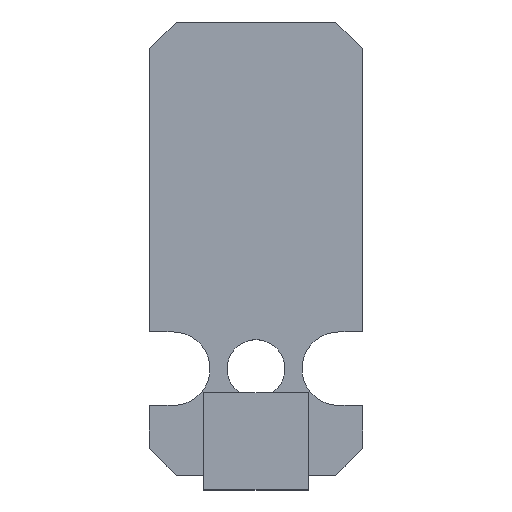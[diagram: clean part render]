
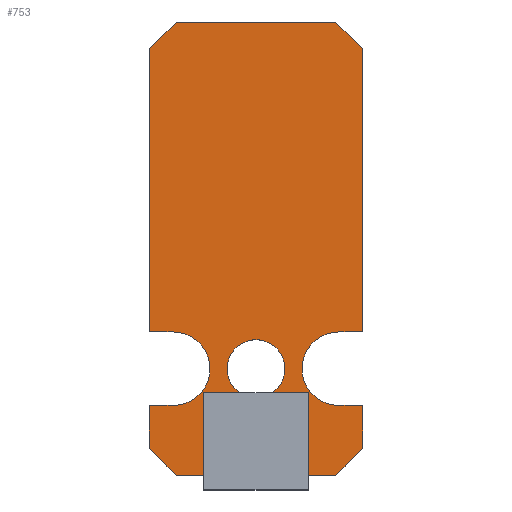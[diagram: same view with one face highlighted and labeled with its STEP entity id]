
A CAD part, top view. The second image highlights one B-rep face of the part: STEP entity #753.
In plain terms, the highlighted planar face has unit normal (0, 0, 1).
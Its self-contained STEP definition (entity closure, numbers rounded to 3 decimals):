
#56 = VERTEX_POINT('',#57);
#57 = CARTESIAN_POINT('',(-10.3,-3.55,1.));
#63 = EDGE_CURVE('',#56,#64,#66,.T.);
#64 = VERTEX_POINT('',#65);
#65 = CARTESIAN_POINT('',(-8.,-3.55,1.));
#66 = LINE('',#67,#68);
#67 = CARTESIAN_POINT('',(-10.3,-3.55,1.));
#68 = VECTOR('',#69,1.);
#69 = DIRECTION('',(1.,0.,0.));
#94 = EDGE_CURVE('',#64,#95,#97,.T.);
#95 = VERTEX_POINT('',#96);
#96 = CARTESIAN_POINT('',(-8.,3.55,1.));
#97 = CIRCLE('',#98,3.55);
#98 = AXIS2_PLACEMENT_3D('',#99,#100,#101);
#99 = CARTESIAN_POINT('',(-8.,0.,1.
    ));
#100 = DIRECTION('',(0.,0.,1.));
#101 = DIRECTION('',(0.,-1.,0.));
#127 = EDGE_CURVE('',#95,#128,#130,.T.);
#128 = VERTEX_POINT('',#129);
#129 = CARTESIAN_POINT('',(-10.3,3.55,1.));
#130 = LINE('',#131,#132);
#131 = CARTESIAN_POINT('',(-8.,3.55,1.));
#132 = VECTOR('',#133,1.);
#133 = DIRECTION('',(-1.,0.,0.));
#158 = EDGE_CURVE('',#128,#159,#161,.T.);
#159 = VERTEX_POINT('',#160);
#160 = CARTESIAN_POINT('',(-10.3,30.9,1.));
#161 = LINE('',#162,#163);
#162 = CARTESIAN_POINT('',(-10.3,3.55,1.));
#163 = VECTOR('',#164,1.);
#164 = DIRECTION('',(0.,1.,0.));
#189 = EDGE_CURVE('',#159,#190,#192,.T.);
#190 = VERTEX_POINT('',#191);
#191 = CARTESIAN_POINT('',(-7.7,33.5,1.));
#192 = LINE('',#193,#194);
#193 = CARTESIAN_POINT('',(-10.3,30.9,1.));
#194 = VECTOR('',#195,1.);
#195 = DIRECTION('',(0.707,0.707,0.));
#220 = EDGE_CURVE('',#190,#221,#223,.T.);
#221 = VERTEX_POINT('',#222);
#222 = CARTESIAN_POINT('',(7.7,33.5,1.));
#223 = LINE('',#224,#225);
#224 = CARTESIAN_POINT('',(-7.7,33.5,1.));
#225 = VECTOR('',#226,1.);
#226 = DIRECTION('',(1.,0.,0.));
#251 = EDGE_CURVE('',#221,#252,#254,.T.);
#252 = VERTEX_POINT('',#253);
#253 = CARTESIAN_POINT('',(10.3,30.9,1.));
#254 = LINE('',#255,#256);
#255 = CARTESIAN_POINT('',(7.7,33.5,1.));
#256 = VECTOR('',#257,1.);
#257 = DIRECTION('',(0.707,-0.707,0.));
#282 = EDGE_CURVE('',#252,#283,#285,.T.);
#283 = VERTEX_POINT('',#284);
#284 = CARTESIAN_POINT('',(10.3,3.55,1.));
#285 = LINE('',#286,#287);
#286 = CARTESIAN_POINT('',(10.3,30.9,1.));
#287 = VECTOR('',#288,1.);
#288 = DIRECTION('',(0.,-1.,0.));
#313 = EDGE_CURVE('',#283,#314,#316,.T.);
#314 = VERTEX_POINT('',#315);
#315 = CARTESIAN_POINT('',(8.,3.55,1.));
#316 = LINE('',#317,#318);
#317 = CARTESIAN_POINT('',(10.3,3.55,1.));
#318 = VECTOR('',#319,1.);
#319 = DIRECTION('',(-1.,0.,0.));
#344 = EDGE_CURVE('',#314,#345,#347,.T.);
#345 = VERTEX_POINT('',#346);
#346 = CARTESIAN_POINT('',(8.,-3.55,1.));
#347 = CIRCLE('',#348,3.55);
#348 = AXIS2_PLACEMENT_3D('',#349,#350,#351);
#349 = CARTESIAN_POINT('',(8.,0.,1.)
  );
#350 = DIRECTION('',(0.,0.,1.));
#351 = DIRECTION('',(0.,1.,0.));
#377 = EDGE_CURVE('',#345,#378,#380,.T.);
#378 = VERTEX_POINT('',#379);
#379 = CARTESIAN_POINT('',(10.3,-3.55,1.));
#380 = LINE('',#381,#382);
#381 = CARTESIAN_POINT('',(8.,-3.55,1.));
#382 = VECTOR('',#383,1.);
#383 = DIRECTION('',(1.,0.,0.));
#408 = EDGE_CURVE('',#378,#409,#411,.T.);
#409 = VERTEX_POINT('',#410);
#410 = CARTESIAN_POINT('',(10.3,-7.7,1.));
#411 = LINE('',#412,#413);
#412 = CARTESIAN_POINT('',(10.3,-3.55,1.));
#413 = VECTOR('',#414,1.);
#414 = DIRECTION('',(0.,-1.,0.));
#439 = EDGE_CURVE('',#409,#440,#442,.T.);
#440 = VERTEX_POINT('',#441);
#441 = CARTESIAN_POINT('',(7.7,-10.3,1.));
#442 = LINE('',#443,#444);
#443 = CARTESIAN_POINT('',(10.3,-7.7,1.));
#444 = VECTOR('',#445,1.);
#445 = DIRECTION('',(-0.707,-0.707,0.));
#470 = EDGE_CURVE('',#440,#471,#473,.T.);
#471 = VERTEX_POINT('',#472);
#472 = CARTESIAN_POINT('',(-7.7,-10.3,1.));
#473 = LINE('',#474,#475);
#474 = CARTESIAN_POINT('',(7.7,-10.3,1.));
#475 = VECTOR('',#476,1.);
#476 = DIRECTION('',(-1.,0.,0.));
#501 = EDGE_CURVE('',#471,#502,#504,.T.);
#502 = VERTEX_POINT('',#503);
#503 = CARTESIAN_POINT('',(-10.3,-7.7,1.));
#504 = LINE('',#505,#506);
#505 = CARTESIAN_POINT('',(-7.7,-10.3,1.));
#506 = VECTOR('',#507,1.);
#507 = DIRECTION('',(-0.707,0.707,0.));
#532 = EDGE_CURVE('',#502,#56,#533,.T.);
#533 = LINE('',#534,#535);
#534 = CARTESIAN_POINT('',(-10.3,-7.7,1.));
#535 = VECTOR('',#536,1.);
#536 = DIRECTION('',(0.,1.,0.));
#556 = VERTEX_POINT('',#557);
#557 = CARTESIAN_POINT('',(-2.65,-3.656,1.));
#563 = EDGE_CURVE('',#556,#556,#564,.T.);
#564 = CIRCLE('',#565,0.35);
#565 = AXIS2_PLACEMENT_3D('',#566,#567,#568);
#566 = CARTESIAN_POINT('',(-3.,-3.656,1.));
#567 = DIRECTION('',(0.,0.,1.));
#568 = DIRECTION('',(1.,0.,0.));
#589 = VERTEX_POINT('',#590);
#590 = CARTESIAN_POINT('',(2.8,0.,1.));
#596 = EDGE_CURVE('',#589,#589,#597,.T.);
#597 = CIRCLE('',#598,2.8);
#598 = AXIS2_PLACEMENT_3D('',#599,#600,#601);
#599 = CARTESIAN_POINT('',(0.,0.,1.));
#600 = DIRECTION('',(0.,0.,1.));
#601 = DIRECTION('',(1.,0.,0.));
#622 = VERTEX_POINT('',#623);
#623 = CARTESIAN_POINT('',(-0.6,-3.656,1.));
#629 = EDGE_CURVE('',#622,#622,#630,.T.);
#630 = CIRCLE('',#631,0.4);
#631 = AXIS2_PLACEMENT_3D('',#632,#633,#634);
#632 = CARTESIAN_POINT('',(-1.,-3.656,1.));
#633 = DIRECTION('',(0.,0.,1.));
#634 = DIRECTION('',(1.,0.,0.));
#655 = VERTEX_POINT('',#656);
#656 = CARTESIAN_POINT('',(1.4,-3.656,1.));
#662 = EDGE_CURVE('',#655,#655,#663,.T.);
#663 = CIRCLE('',#664,0.4);
#664 = AXIS2_PLACEMENT_3D('',#665,#666,#667);
#665 = CARTESIAN_POINT('',(1.,-3.656,1.));
#666 = DIRECTION('',(0.,0.,1.));
#667 = DIRECTION('',(1.,0.,0.));
#688 = VERTEX_POINT('',#689);
#689 = CARTESIAN_POINT('',(3.35,-3.656,1.));
#695 = EDGE_CURVE('',#688,#688,#696,.T.);
#696 = CIRCLE('',#697,0.35);
#697 = AXIS2_PLACEMENT_3D('',#698,#699,#700);
#698 = CARTESIAN_POINT('',(3.,-3.656,1.));
#699 = DIRECTION('',(0.,0.,1.));
#700 = DIRECTION('',(1.,0.,0.));
#753 = ADVANCED_FACE('',(#754,#772,#775,#778,#781,#784),#787,.F.);
#754 = FACE_BOUND('',#755,.F.);
#755 = EDGE_LOOP('',(#756,#757,#758,#759,#760,#761,#762,#763,#764,#765,
    #766,#767,#768,#769,#770,#771));
#756 = ORIENTED_EDGE('',*,*,#63,.T.);
#757 = ORIENTED_EDGE('',*,*,#94,.T.);
#758 = ORIENTED_EDGE('',*,*,#127,.T.);
#759 = ORIENTED_EDGE('',*,*,#158,.T.);
#760 = ORIENTED_EDGE('',*,*,#189,.T.);
#761 = ORIENTED_EDGE('',*,*,#220,.T.);
#762 = ORIENTED_EDGE('',*,*,#251,.T.);
#763 = ORIENTED_EDGE('',*,*,#282,.T.);
#764 = ORIENTED_EDGE('',*,*,#313,.T.);
#765 = ORIENTED_EDGE('',*,*,#344,.T.);
#766 = ORIENTED_EDGE('',*,*,#377,.T.);
#767 = ORIENTED_EDGE('',*,*,#408,.T.);
#768 = ORIENTED_EDGE('',*,*,#439,.T.);
#769 = ORIENTED_EDGE('',*,*,#470,.T.);
#770 = ORIENTED_EDGE('',*,*,#501,.T.);
#771 = ORIENTED_EDGE('',*,*,#532,.T.);
#772 = FACE_BOUND('',#773,.F.);
#773 = EDGE_LOOP('',(#774));
#774 = ORIENTED_EDGE('',*,*,#563,.T.);
#775 = FACE_BOUND('',#776,.F.);
#776 = EDGE_LOOP('',(#777));
#777 = ORIENTED_EDGE('',*,*,#596,.T.);
#778 = FACE_BOUND('',#779,.F.);
#779 = EDGE_LOOP('',(#780));
#780 = ORIENTED_EDGE('',*,*,#629,.T.);
#781 = FACE_BOUND('',#782,.F.);
#782 = EDGE_LOOP('',(#783));
#783 = ORIENTED_EDGE('',*,*,#662,.T.);
#784 = FACE_BOUND('',#785,.F.);
#785 = EDGE_LOOP('',(#786));
#786 = ORIENTED_EDGE('',*,*,#695,.T.);
#787 = PLANE('',#788);
#788 = AXIS2_PLACEMENT_3D('',#789,#790,#791);
#789 = CARTESIAN_POINT('',(-10.3,-3.55,1.));
#790 = DIRECTION('',(0.,0.,-1.));
#791 = DIRECTION('',(-1.,0.,0.));
